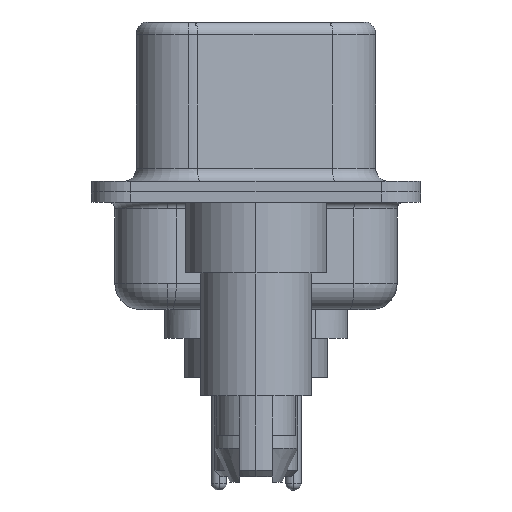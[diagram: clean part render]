
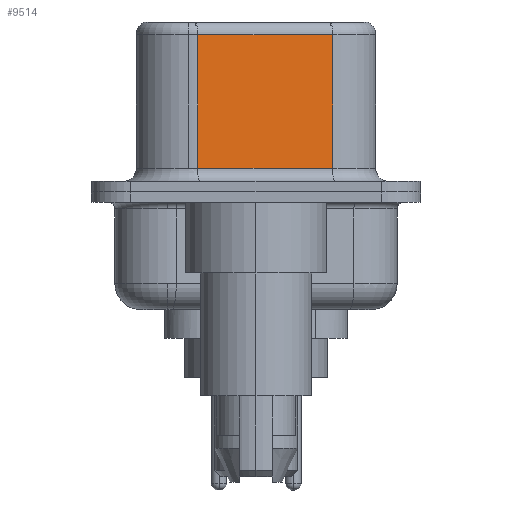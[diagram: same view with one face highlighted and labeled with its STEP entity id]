
A CAD part, left-side view. The second image highlights one B-rep face of the part: STEP entity #9514.
In plain terms, the highlighted planar face has unit normal (-0.985, -0.174, 0).
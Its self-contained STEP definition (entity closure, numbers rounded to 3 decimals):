
#49 = CARTESIAN_POINT ( 'NONE',  ( 3.67, 2.233, 6.02 ) ) ;
#197 = CARTESIAN_POINT ( 'NONE',  ( 4.58, -2.927, 6.52 ) ) ;
#2088 = DIRECTION ( 'NONE',  ( 0.985, 0.174, 0. ) ) ;
#2962 = AXIS2_PLACEMENT_3D ( 'NONE', #13125, #2088, #14948 ) ;
#3016 = DIRECTION ( 'NONE',  ( 0., 0., -1. ) ) ;
#3521 = CARTESIAN_POINT ( 'NONE',  ( 4.58, -2.927, 6.02 ) ) ;
#4644 = VECTOR ( 'NONE', #7128, 1000. ) ;
#5116 = CARTESIAN_POINT ( 'NONE',  ( 3.67, 2.233, 0.9 ) ) ;
#5771 = LINE ( 'NONE', #197, #10657 ) ;
#5939 = VERTEX_POINT ( 'NONE', #13951 ) ;
#7128 = DIRECTION ( 'NONE',  ( -0.174, 0.985, 0. ) ) ;
#7221 = EDGE_CURVE ( 'NONE', #17277, #20753, #14400, .T. ) ;
#7702 = ORIENTED_EDGE ( 'NONE', *, *, #15809, .T. ) ;
#9514 = ADVANCED_FACE ( 'NONE', ( #19102 ), #22032, .F. ) ;
#9551 = DIRECTION ( 'NONE',  ( 0.174, -0.985, 0. ) ) ;
#10403 = VECTOR ( 'NONE', #9551, 1000. ) ;
#10657 = VECTOR ( 'NONE', #11280, 1000. ) ;
#11280 = DIRECTION ( 'NONE',  ( 0., 0., -1. ) ) ;
#13084 = EDGE_LOOP ( 'NONE', ( #14449, #19112, #18135, #7702 ) ) ;
#13125 = CARTESIAN_POINT ( 'NONE',  ( 4.58, -2.927, 6.52 ) ) ;
#13951 = CARTESIAN_POINT ( 'NONE',  ( 4.58, -2.927, 0.9 ) ) ;
#14400 = LINE ( 'NONE', #3521, #4644 ) ;
#14449 = ORIENTED_EDGE ( 'NONE', *, *, #18208, .F. ) ;
#14948 = DIRECTION ( 'NONE',  ( -0.174, 0.985, 0. ) ) ;
#15809 = EDGE_CURVE ( 'NONE', #22688, #5939, #20560, .T. ) ;
#16736 = CARTESIAN_POINT ( 'NONE',  ( 4.58, -2.927, 0.9 ) ) ;
#17010 = CARTESIAN_POINT ( 'NONE',  ( 4.58, -2.927, 6.02 ) ) ;
#17277 = VERTEX_POINT ( 'NONE', #17010 ) ;
#18135 = ORIENTED_EDGE ( 'NONE', *, *, #19072, .T. ) ;
#18208 = EDGE_CURVE ( 'NONE', #17277, #5939, #5771, .T. ) ;
#18239 = VECTOR ( 'NONE', #3016, 1000. ) ;
#18803 = LINE ( 'NONE', #22920, #18239 ) ;
#19072 = EDGE_CURVE ( 'NONE', #20753, #22688, #18803, .T. ) ;
#19102 = FACE_OUTER_BOUND ( 'NONE', #13084, .T. ) ;
#19112 = ORIENTED_EDGE ( 'NONE', *, *, #7221, .T. ) ;
#20560 = LINE ( 'NONE', #16736, #10403 ) ;
#20753 = VERTEX_POINT ( 'NONE', #49 ) ;
#22032 = PLANE ( 'NONE',  #2962 ) ;
#22688 = VERTEX_POINT ( 'NONE', #5116 ) ;
#22920 = CARTESIAN_POINT ( 'NONE',  ( 3.67, 2.233, 6.52 ) ) ;
